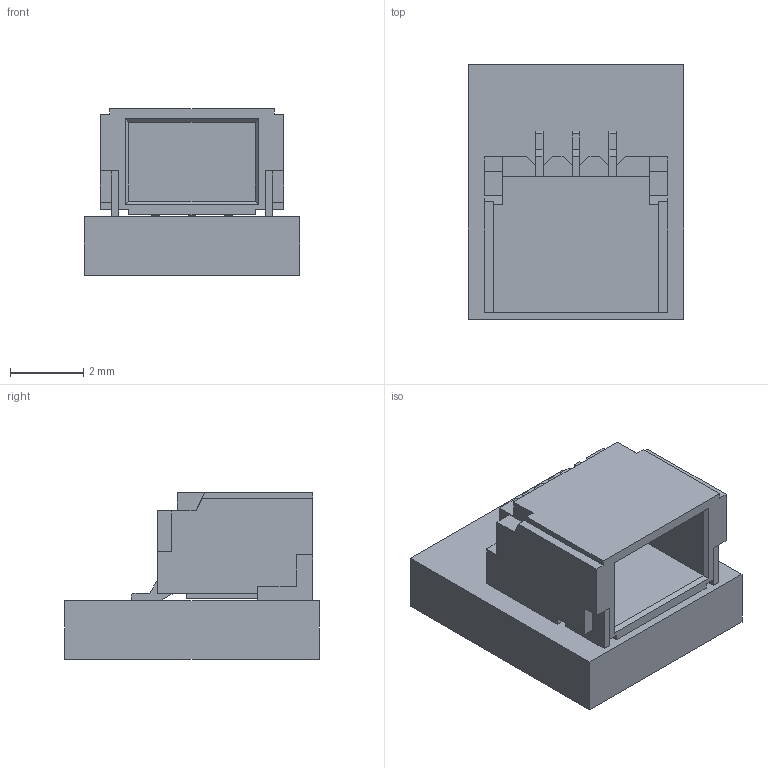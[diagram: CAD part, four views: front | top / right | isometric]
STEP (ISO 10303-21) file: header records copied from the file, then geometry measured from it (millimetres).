
FILE_DESCRIPTION(('Designed by EasyEDA Pro'),'2;1');
FILE_NAME('Open CASCADE Shape Model','2023-04-22T10:14:42',('Author'),( 'Open CASCADE'),'Open CASCADE STEP processor 7.6','Open CASCADE 7.6' ,'Unknown');
FILE_SCHEMA(('AUTOMOTIVE_DESIGN { 1 0 10303 214 1 1 1 1 }'));
Length unit declared in the file: millimetre
Products named in the file (5): PCBModel; COMPOUND; CN1; CONN-SMD_3P-P1.00-L5.0-W5.0
Assembly tree (4 placements, depth 4):
  PCBModel
    COMPOUND
    CN1
      CONN-SMD_3P-P1.00-L5.0-W5.0
        COMPOUND
Bounding box: 5.87 x 6.94 x 4.55 mm (x, y, z)
Volume: 100.3 mm3; surface area: 274.4 mm2
Topology: 20 solids, 20 shells, 411 faces, 1085 edges, 722 vertices
Faces by surface type: plane 293, bspline 112, cylinder 6
Entity records: 17854 total; most frequent: CARTESIAN_POINT 4327, ORIENTED_EDGE 2170, DIRECTION 1477, EDGE_CURVE 1085, LINE 845, VECTOR 845, VERTEX_POINT 722, SURFACE_STYLE_USAGE 448
